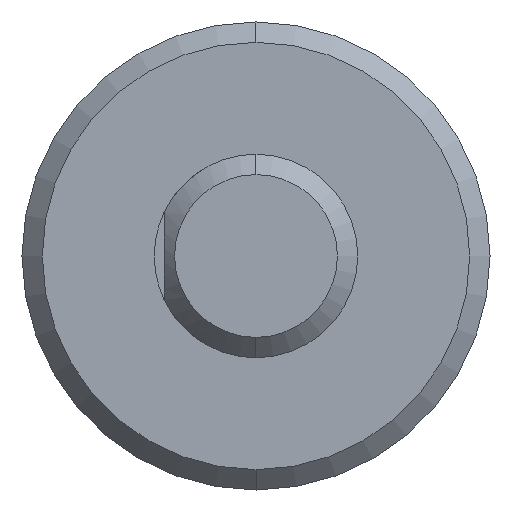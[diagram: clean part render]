
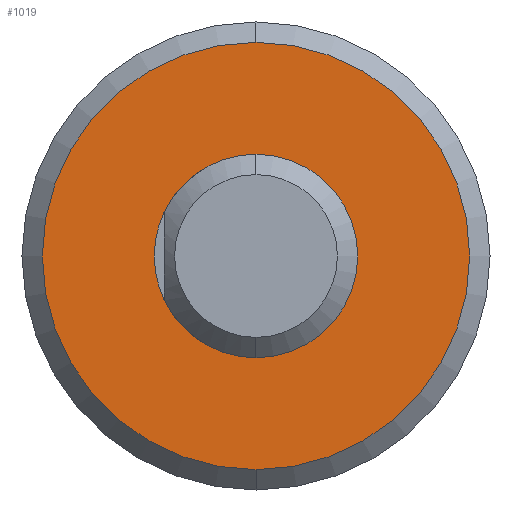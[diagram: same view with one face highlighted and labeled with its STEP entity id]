
A CAD part, left-side view. The second image highlights one B-rep face of the part: STEP entity #1019.
In plain terms, the highlighted planar face has unit normal (-1, 0, 0).
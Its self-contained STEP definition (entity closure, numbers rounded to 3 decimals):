
#699 = PLANE ( 'NONE',  #1126 ) ;
#700 = CARTESIAN_POINT ( 'NONE',  ( 13.288, 12.392, 0. ) ) ;
#701 = DIRECTION ( 'NONE',  ( 1., 0., 0. ) ) ;
#702 = DIRECTION ( 'NONE',  ( 0., 0., -1. ) ) ;
#1019 = ADVANCED_FACE ( 'NONE', ( #1162, #1129 ), #699, .F. ) ;
#1126 = AXIS2_PLACEMENT_3D ( 'NONE', #700, #701, #702 ) ;
#1129 = FACE_BOUND ( 'NONE', #5294, .T. ) ;
#1162 = FACE_OUTER_BOUND ( 'NONE', #5293, .T. ) ;
#2840 = CARTESIAN_POINT ( 'NONE',  ( 13.288, 2.392, 0. ) ) ;
#2841 = DIRECTION ( 'NONE',  ( -1., 0., 0. ) ) ;
#2842 = DIRECTION ( 'NONE',  ( 0., 0., 1. ) ) ;
#2852 = CARTESIAN_POINT ( 'NONE',  ( 13.288, 2.392, 0. ) ) ;
#2856 = DIRECTION ( 'NONE',  ( -1., 0., 0. ) ) ;
#2857 = DIRECTION ( 'NONE',  ( 0., 0., -1. ) ) ;
#2858 = CARTESIAN_POINT ( 'NONE',  ( 13.288, 2.392, 0. ) ) ;
#2865 = DIRECTION ( 'NONE',  ( -1., 0., 0. ) ) ;
#2866 = DIRECTION ( 'NONE',  ( 0., 0., 1. ) ) ;
#2895 = CARTESIAN_POINT ( 'NONE',  ( 13.288, 2.392, 0. ) ) ;
#2896 = DIRECTION ( 'NONE',  ( -1., 0., 0. ) ) ;
#2897 = DIRECTION ( 'NONE',  ( 0., 0., -1. ) ) ;
#3054 = CARTESIAN_POINT ( 'NONE',  ( 13.288, 2.392, 21. ) ) ;
#3091 = CARTESIAN_POINT ( 'NONE',  ( 13.288, 2.392, -21. ) ) ;
#3092 = CARTESIAN_POINT ( 'NONE',  ( 13.288, 2.392, 10. ) ) ;
#3121 = CARTESIAN_POINT ( 'NONE',  ( 13.288, 2.392, -10. ) ) ;
#3255 = EDGE_CURVE ( 'NONE', #6357, #6328, #4303, .T. ) ;
#3260 = EDGE_CURVE ( 'NONE', #6290, #6327, #4306, .T. ) ;
#3263 = EDGE_CURVE ( 'NONE', #6328, #6357, #4307, .T. ) ;
#3271 = EDGE_CURVE ( 'NONE', #6327, #6290, #4311, .T. ) ;
#4303 = CIRCLE ( 'NONE', #4593, 10. ) ;
#4306 = CIRCLE ( 'NONE', #4591, 21. ) ;
#4307 = CIRCLE ( 'NONE', #4603, 10. ) ;
#4311 = CIRCLE ( 'NONE', #4607, 21. ) ;
#4591 = AXIS2_PLACEMENT_3D ( 'NONE', #2852, #2856, #2857 ) ;
#4593 = AXIS2_PLACEMENT_3D ( 'NONE', #2840, #2841, #2842 ) ;
#4603 = AXIS2_PLACEMENT_3D ( 'NONE', #2858, #2865, #2866 ) ;
#4607 = AXIS2_PLACEMENT_3D ( 'NONE', #2895, #2896, #2897 ) ;
#5293 = EDGE_LOOP ( 'NONE', ( #6376, #6378 ) ) ;
#5294 = EDGE_LOOP ( 'NONE', ( #6374, #6379 ) ) ;
#6290 = VERTEX_POINT ( 'NONE', #3054 ) ;
#6327 = VERTEX_POINT ( 'NONE', #3091 ) ;
#6328 = VERTEX_POINT ( 'NONE', #3092 ) ;
#6357 = VERTEX_POINT ( 'NONE', #3121 ) ;
#6374 = ORIENTED_EDGE ( 'NONE', *, *, #3263, .F. ) ;
#6376 = ORIENTED_EDGE ( 'NONE', *, *, #3271, .T. ) ;
#6378 = ORIENTED_EDGE ( 'NONE', *, *, #3260, .T. ) ;
#6379 = ORIENTED_EDGE ( 'NONE', *, *, #3255, .F. ) ;
